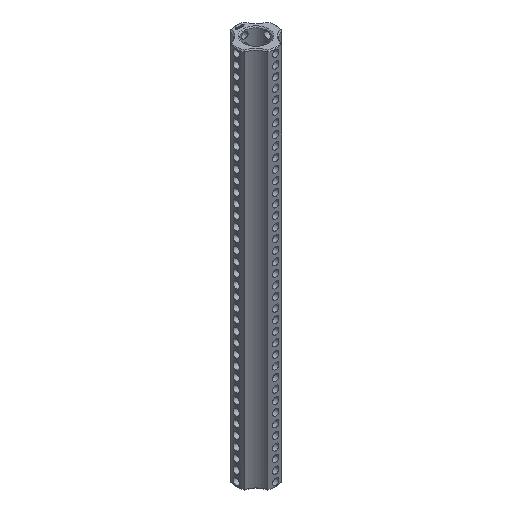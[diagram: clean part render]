
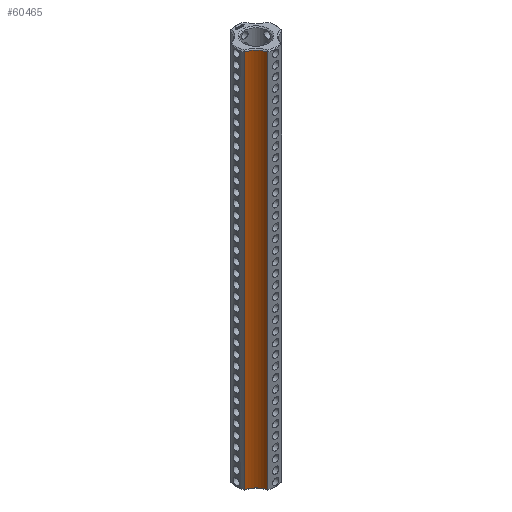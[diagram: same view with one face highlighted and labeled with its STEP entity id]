
A CAD part, isometric view. The second image highlights one B-rep face of the part: STEP entity #60465.
In plain terms, the highlighted cylindrical face has radius 5 mm (diameter 10 mm), a partial arc.
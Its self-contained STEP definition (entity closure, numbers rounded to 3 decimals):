
#8207 = CYLINDRICAL_SURFACE('',#8208,6.25);
#8208 = AXIS2_PLACEMENT_3D('',#8209,#8210,#8211);
#8209 = CARTESIAN_POINT('',(0.,0.,0.));
#8210 = DIRECTION('',(-0.,-0.,-1.));
#8211 = DIRECTION('',(1.,0.,0.));
#17464 = EDGE_CURVE('',#17465,#17467,#17469,.T.);
#17465 = VERTEX_POINT('',#17466);
#17466 = CARTESIAN_POINT('',(-2.225,-5.841,0.3));
#17467 = VERTEX_POINT('',#17468);
#17468 = CARTESIAN_POINT('',(-2.225,-5.841,118.45));
#17469 = SURFACE_CURVE('',#17470,(#17474,#17481),.PCURVE_S1.);
#17470 = LINE('',#17471,#17472);
#17471 = CARTESIAN_POINT('',(-2.225,-5.841,0.));
#17472 = VECTOR('',#17473,1.);
#17473 = DIRECTION('',(0.,0.,1.));
#17474 = PCURVE('',#8207,#17475);
#17475 = DEFINITIONAL_REPRESENTATION('',(#17476),#17480);
#17476 = LINE('',#17477,#17478);
#17477 = CARTESIAN_POINT('',(-4.348,0.));
#17478 = VECTOR('',#17479,1.);
#17479 = DIRECTION('',(-0.,-1.));
#17480 = ( GEOMETRIC_REPRESENTATION_CONTEXT(2) 
PARAMETRIC_REPRESENTATION_CONTEXT() REPRESENTATION_CONTEXT('2D SPACE',''
  ) );
#17481 = PCURVE('',#17482,#17487);
#17482 = CYLINDRICAL_SURFACE('',#17483,5.);
#17483 = AXIS2_PLACEMENT_3D('',#17484,#17485,#17486);
#17484 = CARTESIAN_POINT('',(-7.071,-7.071,0.));
#17485 = DIRECTION('',(-0.,-0.,-1.));
#17486 = DIRECTION('',(1.,0.,0.));
#17487 = DEFINITIONAL_REPRESENTATION('',(#17488),#17492);
#17488 = LINE('',#17489,#17490);
#17489 = CARTESIAN_POINT('',(-0.249,0.));
#17490 = VECTOR('',#17491,1.);
#17491 = DIRECTION('',(-0.,-1.));
#17492 = ( GEOMETRIC_REPRESENTATION_CONTEXT(2) 
PARAMETRIC_REPRESENTATION_CONTEXT() REPRESENTATION_CONTEXT('2D SPACE',''
  ) );
#23929 = CONICAL_SURFACE('',#23930,5.,0.785);
#23930 = AXIS2_PLACEMENT_3D('',#23931,#23932,#23933);
#23931 = CARTESIAN_POINT('',(-7.071,-7.071,0.3));
#23932 = DIRECTION('',(-0.,-0.,-1.));
#23933 = DIRECTION('',(0.969,0.246,0.));
#24161 = CONICAL_SURFACE('',#24162,5.,0.785);
#24162 = AXIS2_PLACEMENT_3D('',#24163,#24164,#24165);
#24163 = CARTESIAN_POINT('',(-7.071,-7.071,118.45));
#24164 = DIRECTION('',(0.,0.,1.));
#24165 = DIRECTION('',(0.969,0.246,0.));
#60465 = ADVANCED_FACE('',(#60466),#17482,.F.);
#60466 = FACE_BOUND('',#60467,.T.);
#60467 = EDGE_LOOP('',(#60468,#60469,#60493,#60521));
#60468 = ORIENTED_EDGE('',*,*,#17464,.T.);
#60469 = ORIENTED_EDGE('',*,*,#60470,.T.);
#60470 = EDGE_CURVE('',#17467,#60471,#60473,.T.);
#60471 = VERTEX_POINT('',#60472);
#60472 = CARTESIAN_POINT('',(-5.841,-2.225,118.45));
#60473 = SURFACE_CURVE('',#60474,(#60479,#60486),.PCURVE_S1.);
#60474 = CIRCLE('',#60475,5.);
#60475 = AXIS2_PLACEMENT_3D('',#60476,#60477,#60478);
#60476 = CARTESIAN_POINT('',(-7.071,-7.071,118.45));
#60477 = DIRECTION('',(0.,-0.,1.));
#60478 = DIRECTION('',(0.969,0.246,0.));
#60479 = PCURVE('',#17482,#60480);
#60480 = DEFINITIONAL_REPRESENTATION('',(#60481),#60485);
#60481 = LINE('',#60482,#60483);
#60482 = CARTESIAN_POINT('',(-0.249,-118.45));
#60483 = VECTOR('',#60484,1.);
#60484 = DIRECTION('',(-1.,0.));
#60485 = ( GEOMETRIC_REPRESENTATION_CONTEXT(2) 
PARAMETRIC_REPRESENTATION_CONTEXT() REPRESENTATION_CONTEXT('2D SPACE',''
  ) );
#60486 = PCURVE('',#24161,#60487);
#60487 = DEFINITIONAL_REPRESENTATION('',(#60488),#60492);
#60488 = LINE('',#60489,#60490);
#60489 = CARTESIAN_POINT('',(0.,0.));
#60490 = VECTOR('',#60491,1.);
#60491 = DIRECTION('',(1.,0.));
#60492 = ( GEOMETRIC_REPRESENTATION_CONTEXT(2) 
PARAMETRIC_REPRESENTATION_CONTEXT() REPRESENTATION_CONTEXT('2D SPACE',''
  ) );
#60493 = ORIENTED_EDGE('',*,*,#60494,.F.);
#60494 = EDGE_CURVE('',#60495,#60471,#60497,.T.);
#60495 = VERTEX_POINT('',#60496);
#60496 = CARTESIAN_POINT('',(-5.841,-2.225,0.3));
#60497 = SURFACE_CURVE('',#60498,(#60502,#60509),.PCURVE_S1.);
#60498 = LINE('',#60499,#60500);
#60499 = CARTESIAN_POINT('',(-5.841,-2.225,0.));
#60500 = VECTOR('',#60501,1.);
#60501 = DIRECTION('',(0.,0.,1.));
#60502 = PCURVE('',#17482,#60503);
#60503 = DEFINITIONAL_REPRESENTATION('',(#60504),#60508);
#60504 = LINE('',#60505,#60506);
#60505 = CARTESIAN_POINT('',(-1.322,0.));
#60506 = VECTOR('',#60507,1.);
#60507 = DIRECTION('',(-0.,-1.));
#60508 = ( GEOMETRIC_REPRESENTATION_CONTEXT(2) 
PARAMETRIC_REPRESENTATION_CONTEXT() REPRESENTATION_CONTEXT('2D SPACE',''
  ) );
#60509 = PCURVE('',#60510,#60515);
#60510 = CYLINDRICAL_SURFACE('',#60511,6.25);
#60511 = AXIS2_PLACEMENT_3D('',#60512,#60513,#60514);
#60512 = CARTESIAN_POINT('',(0.,0.,0.));
#60513 = DIRECTION('',(-0.,-0.,-1.));
#60514 = DIRECTION('',(1.,0.,0.));
#60515 = DEFINITIONAL_REPRESENTATION('',(#60516),#60520);
#60516 = LINE('',#60517,#60518);
#60517 = CARTESIAN_POINT('',(-3.506,0.));
#60518 = VECTOR('',#60519,1.);
#60519 = DIRECTION('',(-0.,-1.));
#60520 = ( GEOMETRIC_REPRESENTATION_CONTEXT(2) 
PARAMETRIC_REPRESENTATION_CONTEXT() REPRESENTATION_CONTEXT('2D SPACE',''
  ) );
#60521 = ORIENTED_EDGE('',*,*,#60522,.F.);
#60522 = EDGE_CURVE('',#17465,#60495,#60523,.T.);
#60523 = SURFACE_CURVE('',#60524,(#60529,#60536),.PCURVE_S1.);
#60524 = CIRCLE('',#60525,5.);
#60525 = AXIS2_PLACEMENT_3D('',#60526,#60527,#60528);
#60526 = CARTESIAN_POINT('',(-7.071,-7.071,0.3));
#60527 = DIRECTION('',(0.,-0.,1.));
#60528 = DIRECTION('',(0.969,0.246,0.));
#60529 = PCURVE('',#17482,#60530);
#60530 = DEFINITIONAL_REPRESENTATION('',(#60531),#60535);
#60531 = LINE('',#60532,#60533);
#60532 = CARTESIAN_POINT('',(-0.249,-0.3));
#60533 = VECTOR('',#60534,1.);
#60534 = DIRECTION('',(-1.,0.));
#60535 = ( GEOMETRIC_REPRESENTATION_CONTEXT(2) 
PARAMETRIC_REPRESENTATION_CONTEXT() REPRESENTATION_CONTEXT('2D SPACE',''
  ) );
#60536 = PCURVE('',#23929,#60537);
#60537 = DEFINITIONAL_REPRESENTATION('',(#60538),#60542);
#60538 = LINE('',#60539,#60540);
#60539 = CARTESIAN_POINT('',(-0.,0.));
#60540 = VECTOR('',#60541,1.);
#60541 = DIRECTION('',(-1.,0.));
#60542 = ( GEOMETRIC_REPRESENTATION_CONTEXT(2) 
PARAMETRIC_REPRESENTATION_CONTEXT() REPRESENTATION_CONTEXT('2D SPACE',''
  ) );
